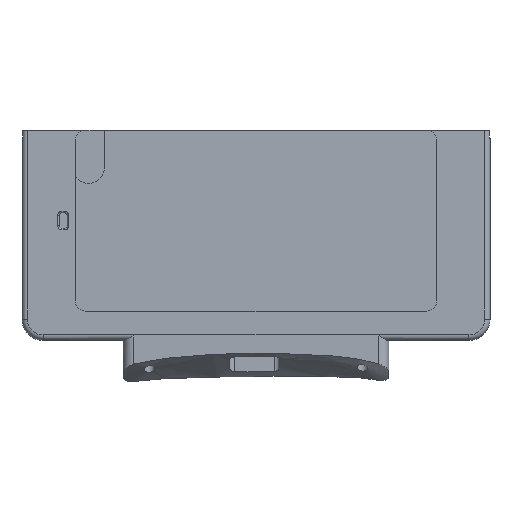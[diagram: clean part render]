
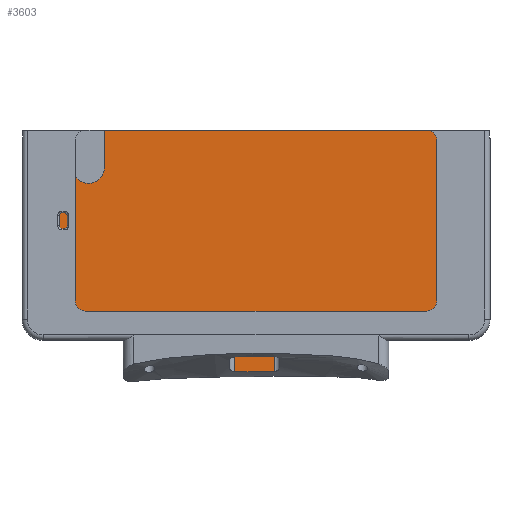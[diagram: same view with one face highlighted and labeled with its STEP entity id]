
A CAD part, top view. The second image highlights one B-rep face of the part: STEP entity #3603.
In plain terms, the highlighted planar face has unit normal (0, 0, 1).
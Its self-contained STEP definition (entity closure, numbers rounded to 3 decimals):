
#3309=CARTESIAN_POINT('',(-7.,-56.809,-0.));
#3310=VERTEX_POINT('',#3309);
#3339=CARTESIAN_POINT('',(-7.,-43.,0.));
#3340=VERTEX_POINT('',#3339);
#3341=CARTESIAN_POINT('',(-7.,-43.,0.));
#3342=DIRECTION('',(-0.,-1.,-0.));
#3343=VECTOR('',#3342,13.809);
#3344=LINE('',#3341,#3343);
#3345=EDGE_CURVE('',#3340,#3310,#3344,.T.);
#3443=CARTESIAN_POINT('',(0.,10.,0.));
#3444=DIRECTION('',(0.,0.,1.));
#3445=DIRECTION('',(1.,0.,0.));
#3446=AXIS2_PLACEMENT_3D('',#3443,#3444,#3445);
#3447=PLANE('',#3446);
#3448=ORIENTED_EDGE('',*,*,#3345,.T.);
#3449=CARTESIAN_POINT('',(8.,-56.677,0.));
#3450=VERTEX_POINT('',#3449);
#3451=CARTESIAN_POINT('',(-7.,-56.809,0.));
#3452=CARTESIAN_POINT('',(-4.5,-56.767,0.));
#3453=CARTESIAN_POINT('',(-2.,-56.732,0.));
#3454=CARTESIAN_POINT('',(0.5,-56.708,0.));
#3455=CARTESIAN_POINT('',(3.,-56.684,0.));
#3456=CARTESIAN_POINT('',(5.5,-56.676,0.));
#3457=CARTESIAN_POINT('',(8.,-56.677,0.));
#3458=B_SPLINE_CURVE_WITH_KNOTS('',3,(#3451,#3452,#3453,#3454,#3455,#3456,#3457),.UNSPECIFIED.,.F.,.F.,(4,3,4),(0.,0.008,0.015),.UNSPECIFIED.);
#3459=EDGE_CURVE('',#3310,#3450,#3458,.T.);
#3460=ORIENTED_EDGE('',*,*,#3459,.T.);
#3461=CARTESIAN_POINT('',(8.,-37.,0.));
#3462=VERTEX_POINT('',#3461);
#3463=CARTESIAN_POINT('',(8.,-56.677,0.));
#3464=DIRECTION('',(0.,1.,0.));
#3465=VECTOR('',#3464,19.677);
#3466=LINE('',#3463,#3465);
#3467=EDGE_CURVE('',#3450,#3462,#3466,.T.);
#3468=ORIENTED_EDGE('',*,*,#3467,.T.);
#3469=CARTESIAN_POINT('',(79.,-37.,0.));
#3470=VERTEX_POINT('',#3469);
#3471=CARTESIAN_POINT('',(79.,-37.,0.));
#3472=DIRECTION('',(-1.,-0.,0.));
#3473=VECTOR('',#3472,71.);
#3474=LINE('',#3471,#3473);
#3475=EDGE_CURVE('',#3470,#3462,#3474,.T.);
#3476=ORIENTED_EDGE('',*,*,#3475,.F.);
#3477=CARTESIAN_POINT('',(85.,-31.,0.));
#3478=VERTEX_POINT('',#3477);
#3479=CARTESIAN_POINT('',(79.,-31.,0.));
#3480=DIRECTION('',(-0.,-0.,-1.));
#3481=DIRECTION('',(1.,0.,-0.));
#3482=AXIS2_PLACEMENT_3D('',#3479,#3480,#3481);
#3483=CIRCLE('',#3482,6.);
#3484=EDGE_CURVE('',#3478,#3470,#3483,.T.);
#3485=ORIENTED_EDGE('',*,*,#3484,.F.);
#3486=CARTESIAN_POINT('',(85.,31.,0.));
#3487=VERTEX_POINT('',#3486);
#3488=CARTESIAN_POINT('',(85.,31.,0.));
#3489=DIRECTION('',(-0.,-1.,0.));
#3490=VECTOR('',#3489,62.);
#3491=LINE('',#3488,#3490);
#3492=EDGE_CURVE('',#3487,#3478,#3491,.T.);
#3493=ORIENTED_EDGE('',*,*,#3492,.F.);
#3494=CARTESIAN_POINT('',(84.675,34.,0.));
#3495=VERTEX_POINT('',#3494);
#3496=CARTESIAN_POINT('',(71.,31.,0.));
#3497=DIRECTION('',(-0.,-0.,-1.));
#3498=DIRECTION('',(1.,0.,-0.));
#3499=AXIS2_PLACEMENT_3D('',#3496,#3497,#3498);
#3500=CIRCLE('',#3499,14.);
#3501=EDGE_CURVE('',#3495,#3487,#3500,.T.);
#3502=ORIENTED_EDGE('',*,*,#3501,.F.);
#3503=CARTESIAN_POINT('',(-56.,34.,0.));
#3504=VERTEX_POINT('',#3503);
#3505=CARTESIAN_POINT('',(84.675,34.,0.));
#3506=DIRECTION('',(-1.,-0.,0.));
#3507=VECTOR('',#3506,140.675);
#3508=LINE('',#3505,#3507);
#3509=EDGE_CURVE('',#3495,#3504,#3508,.T.);
#3510=ORIENTED_EDGE('',*,*,#3509,.T.);
#3511=CARTESIAN_POINT('',(-56.,20.,0.));
#3512=VERTEX_POINT('',#3511);
#3513=CARTESIAN_POINT('',(-56.,20.,0.));
#3514=DIRECTION('',(0.,1.,0.));
#3515=VECTOR('',#3514,14.);
#3516=LINE('',#3513,#3515);
#3517=EDGE_CURVE('',#3512,#3504,#3516,.T.);
#3518=ORIENTED_EDGE('',*,*,#3517,.F.);
#3519=CARTESIAN_POINT('',(-62.,14.,0.));
#3520=VERTEX_POINT('',#3519);
#3521=CARTESIAN_POINT('',(-62.,20.,0.));
#3522=DIRECTION('',(-0.,-0.,-1.));
#3523=DIRECTION('',(1.,0.,-0.));
#3524=AXIS2_PLACEMENT_3D('',#3521,#3522,#3523);
#3525=CIRCLE('',#3524,6.);
#3526=EDGE_CURVE('',#3512,#3520,#3525,.T.);
#3527=ORIENTED_EDGE('',*,*,#3526,.T.);
#3528=CARTESIAN_POINT('',(-68.,20.,0.));
#3529=VERTEX_POINT('',#3528);
#3530=CARTESIAN_POINT('',(-62.,20.,0.));
#3531=DIRECTION('',(-0.,-0.,-1.));
#3532=DIRECTION('',(1.,0.,-0.));
#3533=AXIS2_PLACEMENT_3D('',#3530,#3531,#3532);
#3534=CIRCLE('',#3533,6.);
#3535=EDGE_CURVE('',#3520,#3529,#3534,.T.);
#3536=ORIENTED_EDGE('',*,*,#3535,.T.);
#3537=CARTESIAN_POINT('',(-68.,34.,0.));
#3538=VERTEX_POINT('',#3537);
#3539=CARTESIAN_POINT('',(-68.,20.,0.));
#3540=DIRECTION('',(0.,1.,0.));
#3541=VECTOR('',#3540,14.);
#3542=LINE('',#3539,#3541);
#3543=EDGE_CURVE('',#3529,#3538,#3542,.T.);
#3544=ORIENTED_EDGE('',*,*,#3543,.T.);
#3545=CARTESIAN_POINT('',(-76.196,34.,-0.));
#3546=VERTEX_POINT('',#3545);
#3547=CARTESIAN_POINT('',(-68.,34.,0.));
#3548=DIRECTION('',(-1.,-0.,0.));
#3549=VECTOR('',#3548,8.196);
#3550=LINE('',#3547,#3549);
#3551=EDGE_CURVE('',#3538,#3546,#3550,.T.);
#3552=ORIENTED_EDGE('',*,*,#3551,.T.);
#3553=CARTESIAN_POINT('',(-77.,31.,0.));
#3554=VERTEX_POINT('',#3553);
#3555=CARTESIAN_POINT('',(-71.,31.,0.));
#3556=DIRECTION('',(-0.,-0.,-1.));
#3557=DIRECTION('',(1.,0.,-0.));
#3558=AXIS2_PLACEMENT_3D('',#3555,#3556,#3557);
#3559=CIRCLE('',#3558,6.);
#3560=EDGE_CURVE('',#3554,#3546,#3559,.T.);
#3561=ORIENTED_EDGE('',*,*,#3560,.F.);
#3562=CARTESIAN_POINT('',(-77.,-31.,0.));
#3563=VERTEX_POINT('',#3562);
#3564=CARTESIAN_POINT('',(-77.,-31.,0.));
#3565=DIRECTION('',(-0.,1.,0.));
#3566=VECTOR('',#3565,62.);
#3567=LINE('',#3564,#3566);
#3568=EDGE_CURVE('',#3563,#3554,#3567,.T.);
#3569=ORIENTED_EDGE('',*,*,#3568,.F.);
#3570=CARTESIAN_POINT('',(-71.,-37.,0.));
#3571=VERTEX_POINT('',#3570);
#3572=CARTESIAN_POINT('',(-71.,-31.,0.));
#3573=DIRECTION('',(-0.,-0.,-1.));
#3574=DIRECTION('',(1.,0.,-0.));
#3575=AXIS2_PLACEMENT_3D('',#3572,#3573,#3574);
#3576=CIRCLE('',#3575,6.);
#3577=EDGE_CURVE('',#3571,#3563,#3576,.T.);
#3578=ORIENTED_EDGE('',*,*,#3577,.F.);
#3579=CARTESIAN_POINT('',(-8.,-37.,0.));
#3580=VERTEX_POINT('',#3579);
#3581=CARTESIAN_POINT('',(-8.,-37.,0.));
#3582=DIRECTION('',(-1.,-0.,0.));
#3583=VECTOR('',#3582,63.);
#3584=LINE('',#3581,#3583);
#3585=EDGE_CURVE('',#3580,#3571,#3584,.T.);
#3586=ORIENTED_EDGE('',*,*,#3585,.F.);
#3587=CARTESIAN_POINT('',(-8.,-43.,0.));
#3588=VERTEX_POINT('',#3587);
#3589=CARTESIAN_POINT('',(-8.,-37.,0.));
#3590=DIRECTION('',(-0.,-1.,-0.));
#3591=VECTOR('',#3590,6.);
#3592=LINE('',#3589,#3591);
#3593=EDGE_CURVE('',#3580,#3588,#3592,.T.);
#3594=ORIENTED_EDGE('',*,*,#3593,.T.);
#3595=CARTESIAN_POINT('',(-8.,-43.,0.));
#3596=DIRECTION('',(1.,0.,-0.));
#3597=VECTOR('',#3596,1.);
#3598=LINE('',#3595,#3597);
#3599=EDGE_CURVE('',#3588,#3340,#3598,.T.);
#3600=ORIENTED_EDGE('',*,*,#3599,.T.);
#3601=EDGE_LOOP('',(#3448,#3460,#3468,#3476,#3485,#3493,#3502,#3510,#3518,#3527,#3536,#3544,#3552,#3561,#3569,#3578,#3586,#3594,#3600));
#3602=FACE_BOUND('',#3601,.T.);
#3603=ADVANCED_FACE('',(#3602),#3447,.T.);
